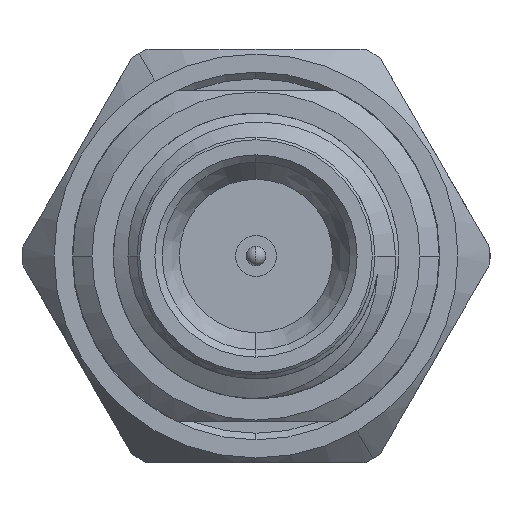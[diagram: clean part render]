
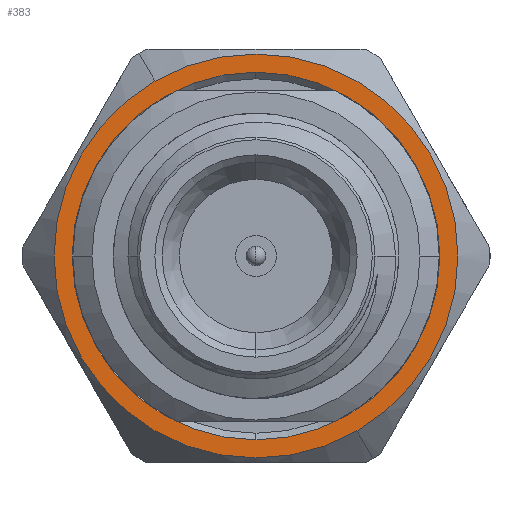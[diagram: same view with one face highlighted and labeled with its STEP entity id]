
A CAD part, left-side view. The second image highlights one B-rep face of the part: STEP entity #383.
In plain terms, the highlighted planar face has unit normal (-1, 0, 0).
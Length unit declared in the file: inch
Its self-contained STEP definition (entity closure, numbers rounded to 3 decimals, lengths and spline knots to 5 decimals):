
#20 = CARTESIAN_POINT ( 'NONE',  ( 0.49, 0., 0. ) ) ;
#383 = ADVANCED_FACE ( 'NONE', ( #4066, #6595 ), #681, .T. ) ;
#537 = CIRCLE ( 'NONE', #1058, 0.13911 ) ;
#681 = PLANE ( 'NONE',  #3081 ) ;
#930 = CIRCLE ( 'NONE', #3308, 0.15279 ) ;
#1016 = ORIENTED_EDGE ( 'NONE', *, *, #4194, .T. ) ;
#1058 = AXIS2_PLACEMENT_3D ( 'NONE', #20, #1613, #1138 ) ;
#1138 = DIRECTION ( 'NONE',  ( 0., 0., 1. ) ) ;
#1209 = EDGE_CURVE ( 'NONE', #2188, #3857, #1292, .T. ) ;
#1223 = AXIS2_PLACEMENT_3D ( 'NONE', #2525, #6334, #2550 ) ;
#1292 = CIRCLE ( 'NONE', #3949, 0.15279 ) ;
#1378 = DIRECTION ( 'NONE',  ( 0., 0.5, 0.866 ) ) ;
#1613 = DIRECTION ( 'NONE',  ( 1., 0., 0. ) ) ;
#2184 = EDGE_CURVE ( 'NONE', #6223, #5874, #537, .T. ) ;
#2188 = VERTEX_POINT ( 'NONE', #4849 ) ;
#2292 = ORIENTED_EDGE ( 'NONE', *, *, #6245, .F. ) ;
#2525 = CARTESIAN_POINT ( 'NONE',  ( 0.49, 0., 0. ) ) ;
#2550 = DIRECTION ( 'NONE',  ( 0., 0., 1. ) ) ;
#2981 = CARTESIAN_POINT ( 'NONE',  ( 0.49, 0., 0. ) ) ;
#3047 = CARTESIAN_POINT ( 'NONE',  ( 0.49, -0.0764, -0.13232 ) ) ;
#3081 = AXIS2_PLACEMENT_3D ( 'NONE', #6067, #6614, #6659 ) ;
#3308 = AXIS2_PLACEMENT_3D ( 'NONE', #5849, #4142, #5278 ) ;
#3508 = DIRECTION ( 'NONE',  ( 1., 0., 0. ) ) ;
#3644 = CARTESIAN_POINT ( 'NONE',  ( 0.49, 0., -0.13911 ) ) ;
#3857 = VERTEX_POINT ( 'NONE', #3047 ) ;
#3949 = AXIS2_PLACEMENT_3D ( 'NONE', #2981, #3508, #1378 ) ;
#4066 = FACE_BOUND ( 'NONE', #4435, .T. ) ;
#4142 = DIRECTION ( 'NONE',  ( 1., 0., 0. ) ) ;
#4194 = EDGE_CURVE ( 'NONE', #5874, #6223, #6566, .T. ) ;
#4247 = CARTESIAN_POINT ( 'NONE',  ( 0.49, 0., 0.13911 ) ) ;
#4360 = ORIENTED_EDGE ( 'NONE', *, *, #1209, .F. ) ;
#4435 = EDGE_LOOP ( 'NONE', ( #1016, #6530 ) ) ;
#4849 = CARTESIAN_POINT ( 'NONE',  ( 0.49, 0.0764, 0.13232 ) ) ;
#5278 = DIRECTION ( 'NONE',  ( 0., 0.5, 0.866 ) ) ;
#5672 = EDGE_LOOP ( 'NONE', ( #4360, #2292 ) ) ;
#5849 = CARTESIAN_POINT ( 'NONE',  ( 0.49, 0., 0. ) ) ;
#5874 = VERTEX_POINT ( 'NONE', #4247 ) ;
#6067 = CARTESIAN_POINT ( 'NONE',  ( 0.49, 0., 0. ) ) ;
#6223 = VERTEX_POINT ( 'NONE', #3644 ) ;
#6245 = EDGE_CURVE ( 'NONE', #3857, #2188, #930, .T. ) ;
#6334 = DIRECTION ( 'NONE',  ( 1., 0., 0. ) ) ;
#6530 = ORIENTED_EDGE ( 'NONE', *, *, #2184, .T. ) ;
#6566 = CIRCLE ( 'NONE', #1223, 0.13911 ) ;
#6595 = FACE_OUTER_BOUND ( 'NONE', #5672, .T. ) ;
#6614 = DIRECTION ( 'NONE',  ( -1., 0., 0. ) ) ;
#6659 = DIRECTION ( 'NONE',  ( 0., -0.5, -0.866 ) ) ;
